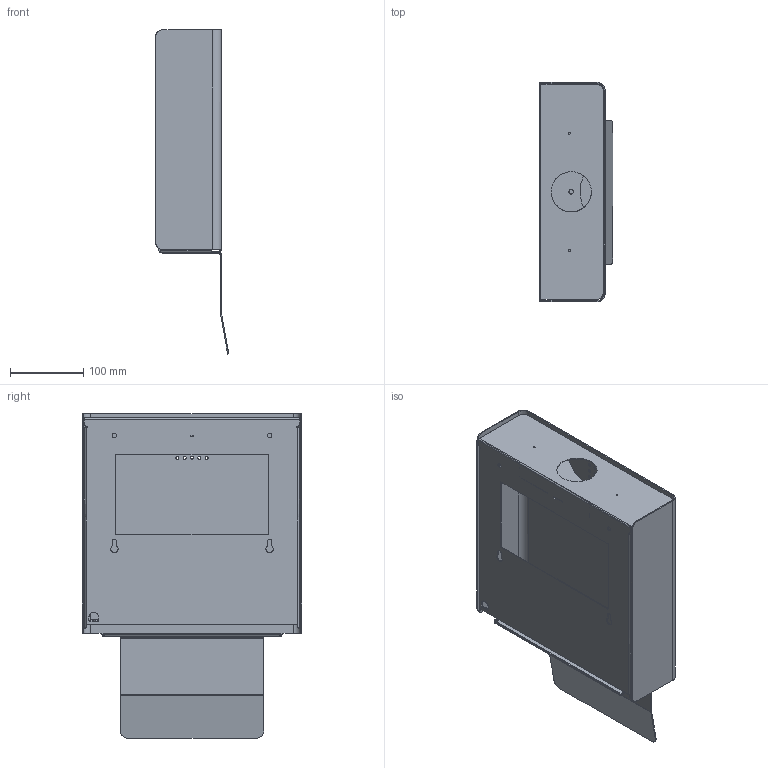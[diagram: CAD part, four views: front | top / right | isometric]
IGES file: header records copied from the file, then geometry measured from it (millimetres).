
Global section: file name: 400-KN_A; native system: Autodesk Inventor 2024; preprocessor: unknown; author: R. Madlener; date: 20240524.102835; units: millimetre
Bounding box: 100.36 x 300 x 443.09 mm (x, y, z)
Volume: 423794.3 mm3; surface area: 574654.9 mm2
Topology: 2 solids, 2 shells, 272 faces, 741 edges, 484 vertices
Faces by surface type: bspline 272
